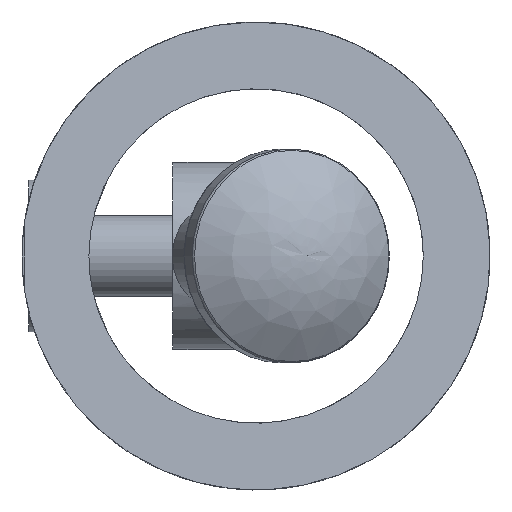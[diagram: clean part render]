
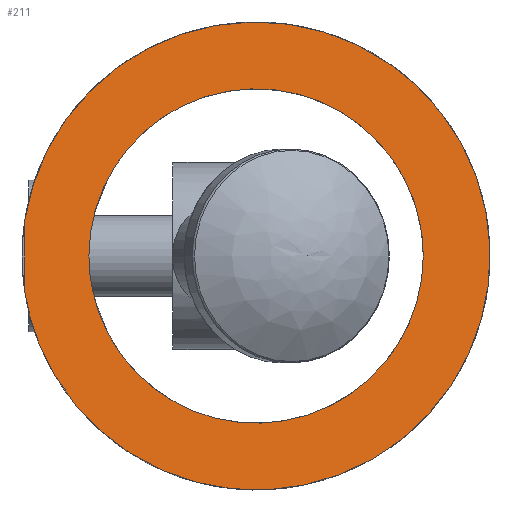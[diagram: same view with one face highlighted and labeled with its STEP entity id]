
A CAD part, left-side view. The second image highlights one B-rep face of the part: STEP entity #211.
In plain terms, the highlighted planar face has unit normal (-0.924, -0.382, 0).
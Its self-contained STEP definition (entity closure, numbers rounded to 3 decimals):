
#211 = ADVANCED_FACE( '', ( #286, #287 ), #288, .F. );
#286 = FACE_BOUND( '', #448, .T. );
#287 = FACE_OUTER_BOUND( '', #449, .T. );
#288 = PLANE( '', #450 );
#448 = EDGE_LOOP( '', ( #717 ) );
#449 = EDGE_LOOP( '', ( #718, #719 ) );
#450 = AXIS2_PLACEMENT_3D( '', #720, #721, #722 );
#717 = ORIENTED_EDGE( '', *, *, #1100, .T. );
#718 = ORIENTED_EDGE( '', *, *, #1101, .F. );
#719 = ORIENTED_EDGE( '', *, *, #1087, .F. );
#720 = CARTESIAN_POINT( '', ( -18.75, 17.5, 17.5 ) );
#721 = DIRECTION( '', ( 0.924, 0.382, 0. ) );
#722 = DIRECTION( '', ( -0.382, 0.924, 0. ) );
#1087 = EDGE_CURVE( '', #1215, #1214, #1217, .T. );
#1100 = EDGE_CURVE( '', #1234, #1234, #1235, .T. );
#1101 = EDGE_CURVE( '', #1214, #1215, #1236, .T. );
#1214 = VERTEX_POINT( '', #1554 );
#1215 = VERTEX_POINT( '', #1555 );
#1217 = ELLIPSE( '', #1557, 18.939, 17.5 );
#1234 = VERTEX_POINT( '', #1637 );
#1235 = ELLIPSE( '', #1638, 13.528, 12.5 );
#1236 = LINE( '', #1639, #1640 );
#1554 = CARTESIAN_POINT( '', ( -18.662, 17.288, -2.716 ) );
#1555 = CARTESIAN_POINT( '', ( -18.662, 17.288, 2.716 ) );
#1557 = AXIS2_PLACEMENT_3D( '', #1950, #1951, #1952 );
#1637 = CARTESIAN_POINT( '', ( -16.681, 12.5, 0. ) );
#1638 = AXIS2_PLACEMENT_3D( '', #1964, #1965, #1966 );
#1639 = CARTESIAN_POINT( '', ( -18.662, 17.288, 0. ) );
#1640 = VECTOR( '', #1967, 1000. );
#1950 = CARTESIAN_POINT( '', ( -11.509, 0., 0. ) );
#1951 = DIRECTION( '', ( 0.924, 0.382, 0. ) );
#1952 = DIRECTION( '', ( -0.382, 0.924, 0. ) );
#1964 = CARTESIAN_POINT( '', ( -11.509, 0., 0. ) );
#1965 = DIRECTION( '', ( 0.924, 0.382, 0. ) );
#1966 = DIRECTION( '', ( -0.382, 0.924, 0. ) );
#1967 = DIRECTION( '', ( 0., 0., 1. ) );
